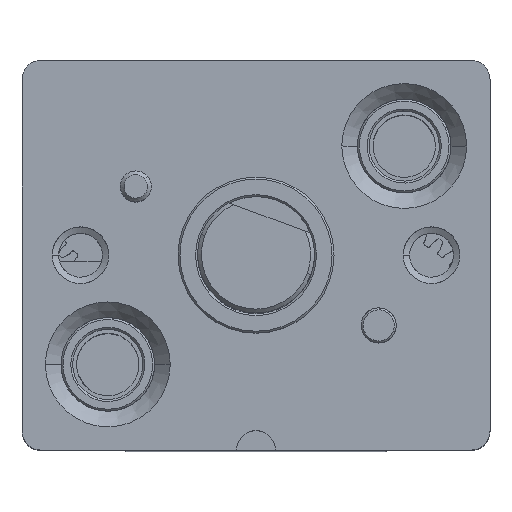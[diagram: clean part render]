
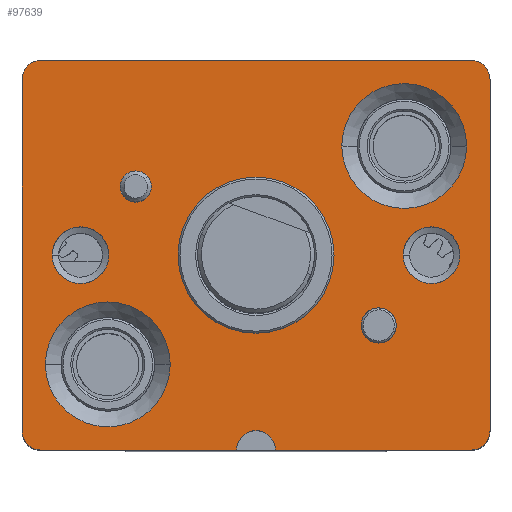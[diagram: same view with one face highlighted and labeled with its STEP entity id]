
A CAD part, top view. The second image highlights one B-rep face of the part: STEP entity #97639.
In plain terms, the highlighted planar face has unit normal (0, 0, 1).
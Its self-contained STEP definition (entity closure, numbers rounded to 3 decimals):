
#96319=DIRECTION('',(-1.,0.,0.));
#96320=VECTOR('',#96319,5.);
#96321=CARTESIAN_POINT('',(5.5,-5.,0.8));
#96322=LINE('',#96321,#96320);
#96323=CARTESIAN_POINT('',(0.,-5.,0.8));
#96324=DIRECTION('',(0.,0.,-1.));
#96325=DIRECTION('',(-1.,0.,0.));
#96326=AXIS2_PLACEMENT_3D('',#96323,#96324,#96325);
#96328=CARTESIAN_POINT('',(-5.5,-4.5,0.8));
#96329=DIRECTION('',(0.,0.,1.));
#96330=DIRECTION('',(-1.,0.,0.));
#96331=AXIS2_PLACEMENT_3D('',#96328,#96329,#96330);
#96333=CARTESIAN_POINT('',(-5.5,4.5,0.8));
#96334=DIRECTION('',(0.,0.,1.));
#96335=DIRECTION('',(0.,1.,0.));
#96336=AXIS2_PLACEMENT_3D('',#96333,#96334,#96335);
#96338=CARTESIAN_POINT('',(5.5,4.5,0.8));
#96339=DIRECTION('',(0.,0.,1.));
#96340=DIRECTION('',(1.,0.,0.));
#96341=AXIS2_PLACEMENT_3D('',#96338,#96339,#96340);
#96343=CARTESIAN_POINT('',(5.5,-4.5,0.8));
#96344=DIRECTION('',(0.,0.,1.));
#96345=DIRECTION('',(0.,-1.,0.));
#96346=AXIS2_PLACEMENT_3D('',#96343,#96344,#96345);
#96348=CARTESIAN_POINT('',(-3.8,-2.8,0.8));
#96349=DIRECTION('',(0.,0.,-1.));
#96350=DIRECTION('',(1.,0.,0.));
#96351=AXIS2_PLACEMENT_3D('',#96348,#96349,#96350);
#96353=CARTESIAN_POINT('',(-3.8,-2.8,0.8));
#96354=DIRECTION('',(0.,0.,-1.));
#96355=DIRECTION('',(-1.,0.,0.));
#96356=AXIS2_PLACEMENT_3D('',#96353,#96354,#96355);
#96358=CARTESIAN_POINT('',(3.8,2.8,0.8));
#96359=DIRECTION('',(0.,0.,-1.));
#96360=DIRECTION('',(1.,0.,0.));
#96361=AXIS2_PLACEMENT_3D('',#96358,#96359,#96360);
#96363=CARTESIAN_POINT('',(3.8,2.8,0.8));
#96364=DIRECTION('',(0.,0.,-1.));
#96365=DIRECTION('',(-1.,0.,0.));
#96366=AXIS2_PLACEMENT_3D('',#96363,#96364,#96365);
#96368=CARTESIAN_POINT('',(-4.5,0.,0.8));
#96369=DIRECTION('',(0.,0.,-1.));
#96370=DIRECTION('',(1.,0.,0.));
#96371=AXIS2_PLACEMENT_3D('',#96368,#96369,#96370);
#96373=CARTESIAN_POINT('',(-4.5,0.,0.8));
#96374=DIRECTION('',(0.,0.,-1.));
#96375=DIRECTION('',(-1.,0.,0.));
#96376=AXIS2_PLACEMENT_3D('',#96373,#96374,#96375);
#96378=CARTESIAN_POINT('',(-3.081,1.76,0.8));
#96379=DIRECTION('',(0.,0.,-1.));
#96380=DIRECTION('',(1.,0.,0.));
#96381=AXIS2_PLACEMENT_3D('',#96378,#96379,#96380);
#96383=CARTESIAN_POINT('',(-3.081,1.76,0.8));
#96384=DIRECTION('',(0.,0.,-1.));
#96385=DIRECTION('',(-1.,0.,0.));
#96386=AXIS2_PLACEMENT_3D('',#96383,#96384,#96385);
#96388=CARTESIAN_POINT('',(0.,0.,0.8));
#96389=DIRECTION('',(0.,0.,-1.));
#96390=DIRECTION('',(1.,0.,0.));
#96391=AXIS2_PLACEMENT_3D('',#96388,#96389,#96390);
#96393=CARTESIAN_POINT('',(0.,0.,0.8));
#96394=DIRECTION('',(0.,0.,-1.));
#96395=DIRECTION('',(-1.,0.,0.));
#96396=AXIS2_PLACEMENT_3D('',#96393,#96394,#96395);
#96398=CARTESIAN_POINT('',(3.146,-1.802,0.8));
#96399=DIRECTION('',(0.,0.,-1.));
#96400=DIRECTION('',(1.,0.,0.));
#96401=AXIS2_PLACEMENT_3D('',#96398,#96399,#96400);
#96403=CARTESIAN_POINT('',(3.146,-1.802,0.8));
#96404=DIRECTION('',(0.,0.,-1.));
#96405=DIRECTION('',(-1.,0.,0.));
#96406=AXIS2_PLACEMENT_3D('',#96403,#96404,#96405);
#96408=CARTESIAN_POINT('',(4.5,0.,0.8));
#96409=DIRECTION('',(0.,0.,-1.));
#96410=DIRECTION('',(1.,0.,0.));
#96411=AXIS2_PLACEMENT_3D('',#96408,#96409,#96410);
#96413=CARTESIAN_POINT('',(4.5,0.,0.8));
#96414=DIRECTION('',(0.,0.,-1.));
#96415=DIRECTION('',(-1.,0.,0.));
#96416=AXIS2_PLACEMENT_3D('',#96413,#96414,#96415);
#96418=DIRECTION('',(-1.,0.,0.));
#96419=VECTOR('',#96418,5.);
#96420=CARTESIAN_POINT('',(-0.5,-5.,0.8));
#96421=LINE('',#96420,#96419);
#96430=DIRECTION('',(0.,1.,0.));
#96431=VECTOR('',#96430,9.);
#96432=CARTESIAN_POINT('',(-6.,-4.5,0.8));
#96433=LINE('',#96432,#96431);
#96442=DIRECTION('',(1.,0.,0.));
#96443=VECTOR('',#96442,11.);
#96444=CARTESIAN_POINT('',(-5.5,5.,0.8));
#96445=LINE('',#96444,#96443);
#96454=DIRECTION('',(0.,-1.,0.));
#96455=VECTOR('',#96454,9.);
#96456=CARTESIAN_POINT('',(6.,4.5,0.8));
#96457=LINE('',#96456,#96455);
#97335=CARTESIAN_POINT('',(-6.,4.5,0.8));
#97337=VERTEX_POINT('',#97335);
#97340=CARTESIAN_POINT('',(-5.4,-2.8,0.8));
#97341=CARTESIAN_POINT('',(-2.2,-2.8,0.8));
#97342=VERTEX_POINT('',#97340);
#97343=VERTEX_POINT('',#97341);
#97347=CARTESIAN_POINT('',(6.,-4.5,0.8));
#97349=VERTEX_POINT('',#97347);
#97353=CARTESIAN_POINT('',(3.775,0.,0.8));
#97355=VERTEX_POINT('',#97353);
#97361=CARTESIAN_POINT('',(2.,0.,0.8));
#97363=VERTEX_POINT('',#97361);
#97374=CARTESIAN_POINT('',(-6.,-4.5,0.8));
#97375=CARTESIAN_POINT('',(-5.5,-5.,0.8));
#97376=VERTEX_POINT('',#97374);
#97377=VERTEX_POINT('',#97375);
#97381=CARTESIAN_POINT('',(2.2,2.8,0.8));
#97382=CARTESIAN_POINT('',(5.4,2.8,0.8));
#97383=VERTEX_POINT('',#97381);
#97384=VERTEX_POINT('',#97382);
#97389=CARTESIAN_POINT('',(-3.775,0.,0.8));
#97390=VERTEX_POINT('',#97389);
#97395=CARTESIAN_POINT('',(5.5,5.,0.8));
#97397=VERTEX_POINT('',#97395);
#97398=CARTESIAN_POINT('',(5.225,0.,0.8));
#97399=VERTEX_POINT('',#97398);
#97402=CARTESIAN_POINT('',(5.5,-5.,0.8));
#97404=VERTEX_POINT('',#97402);
#97408=CARTESIAN_POINT('',(-5.225,0.,0.8));
#97409=VERTEX_POINT('',#97408);
#97419=CARTESIAN_POINT('',(-2.,0.,0.8));
#97420=VERTEX_POINT('',#97419);
#97433=CARTESIAN_POINT('',(-3.481,1.76,0.8));
#97434=VERTEX_POINT('',#97433);
#97435=CARTESIAN_POINT('',(-5.5,5.,0.8));
#97436=VERTEX_POINT('',#97435);
#97441=CARTESIAN_POINT('',(6.,4.5,0.8));
#97442=VERTEX_POINT('',#97441);
#97455=CARTESIAN_POINT('',(-0.5,-5.,0.8));
#97457=VERTEX_POINT('',#97455);
#97463=CARTESIAN_POINT('',(2.696,-1.802,0.8));
#97464=CARTESIAN_POINT('',(3.596,-1.802,0.8));
#97465=VERTEX_POINT('',#97463);
#97466=VERTEX_POINT('',#97464);
#97468=CARTESIAN_POINT('',(0.5,-5.,0.8));
#97470=VERTEX_POINT('',#97468);
#97471=CARTESIAN_POINT('',(-2.681,1.76,0.8));
#97472=VERTEX_POINT('',#97471);
#97572=CARTESIAN_POINT('',(0.,-5.,0.8));
#97573=DIRECTION('',(0.,0.,1.));
#97574=DIRECTION('',(1.,0.,0.));
#97575=AXIS2_PLACEMENT_3D('',#97572,#97573,#97574);
#97576=PLANE('',#97575);
#97577=ORIENTED_EDGE('',*,*,#97482,.F.);
#97579=ORIENTED_EDGE('',*,*,#97578,.T.);
#97581=ORIENTED_EDGE('',*,*,#97580,.F.);
#97583=ORIENTED_EDGE('',*,*,#97582,.T.);
#97585=ORIENTED_EDGE('',*,*,#97584,.F.);
#97587=ORIENTED_EDGE('',*,*,#97586,.T.);
#97589=ORIENTED_EDGE('',*,*,#97588,.F.);
#97591=ORIENTED_EDGE('',*,*,#97590,.T.);
#97593=ORIENTED_EDGE('',*,*,#97592,.F.);
#97594=ORIENTED_EDGE('',*,*,#97565,.T.);
#97595=EDGE_LOOP('',(#97577,#97579,#97581,#97583,#97585,#97587,#97589,#97591,
#97593,#97594));
#97596=FACE_OUTER_BOUND('',#97595,.F.);
#97598=ORIENTED_EDGE('',*,*,#97597,.F.);
#97600=ORIENTED_EDGE('',*,*,#97599,.F.);
#97601=EDGE_LOOP('',(#97598,#97600));
#97602=FACE_BOUND('',#97601,.F.);
#97604=ORIENTED_EDGE('',*,*,#97603,.F.);
#97606=ORIENTED_EDGE('',*,*,#97605,.F.);
#97607=EDGE_LOOP('',(#97604,#97606));
#97608=FACE_BOUND('',#97607,.F.);
#97610=ORIENTED_EDGE('',*,*,#97609,.F.);
#97612=ORIENTED_EDGE('',*,*,#97611,.F.);
#97613=EDGE_LOOP('',(#97610,#97612));
#97614=FACE_BOUND('',#97613,.F.);
#97616=ORIENTED_EDGE('',*,*,#97615,.F.);
#97618=ORIENTED_EDGE('',*,*,#97617,.F.);
#97619=EDGE_LOOP('',(#97616,#97618));
#97620=FACE_BOUND('',#97619,.F.);
#97622=ORIENTED_EDGE('',*,*,#97621,.F.);
#97624=ORIENTED_EDGE('',*,*,#97623,.F.);
#97625=EDGE_LOOP('',(#97622,#97624));
#97626=FACE_BOUND('',#97625,.F.);
#97628=ORIENTED_EDGE('',*,*,#97627,.F.);
#97630=ORIENTED_EDGE('',*,*,#97629,.F.);
#97631=EDGE_LOOP('',(#97628,#97630));
#97632=FACE_BOUND('',#97631,.F.);
#97634=ORIENTED_EDGE('',*,*,#97633,.F.);
#97636=ORIENTED_EDGE('',*,*,#97635,.F.);
#97637=EDGE_LOOP('',(#97634,#97636));
#97638=FACE_BOUND('',#97637,.F.);
#96327=CIRCLE('',#96326,0.5);
#96332=CIRCLE('',#96331,0.5);
#96337=CIRCLE('',#96336,0.5);
#96342=CIRCLE('',#96341,0.5);
#96347=CIRCLE('',#96346,0.5);
#96352=CIRCLE('',#96351,1.6);
#96357=CIRCLE('',#96356,1.6);
#96362=CIRCLE('',#96361,1.6);
#96367=CIRCLE('',#96366,1.6);
#96372=CIRCLE('',#96371,0.725);
#96377=CIRCLE('',#96376,0.725);
#96382=CIRCLE('',#96381,0.4);
#96387=CIRCLE('',#96386,0.4);
#96392=CIRCLE('',#96391,2.);
#96397=CIRCLE('',#96396,2.);
#96402=CIRCLE('',#96401,0.45);
#96407=CIRCLE('',#96406,0.45);
#96412=CIRCLE('',#96411,0.725);
#96417=CIRCLE('',#96416,0.725);
#97482=EDGE_CURVE('',#97457,#97470,#96327,.T.);
#97565=EDGE_CURVE('',#97404,#97470,#96322,.T.);
#97578=EDGE_CURVE('',#97457,#97377,#96421,.T.);
#97580=EDGE_CURVE('',#97376,#97377,#96332,.T.);
#97582=EDGE_CURVE('',#97376,#97337,#96433,.T.);
#97584=EDGE_CURVE('',#97436,#97337,#96337,.T.);
#97586=EDGE_CURVE('',#97436,#97397,#96445,.T.);
#97588=EDGE_CURVE('',#97442,#97397,#96342,.T.);
#97590=EDGE_CURVE('',#97442,#97349,#96457,.T.);
#97592=EDGE_CURVE('',#97404,#97349,#96347,.T.);
#97597=EDGE_CURVE('',#97343,#97342,#96352,.T.);
#97599=EDGE_CURVE('',#97342,#97343,#96357,.T.);
#97603=EDGE_CURVE('',#97384,#97383,#96362,.T.);
#97605=EDGE_CURVE('',#97383,#97384,#96367,.T.);
#97609=EDGE_CURVE('',#97390,#97409,#96372,.T.);
#97611=EDGE_CURVE('',#97409,#97390,#96377,.T.);
#97615=EDGE_CURVE('',#97472,#97434,#96382,.T.);
#97617=EDGE_CURVE('',#97434,#97472,#96387,.T.);
#97621=EDGE_CURVE('',#97363,#97420,#96392,.T.);
#97623=EDGE_CURVE('',#97420,#97363,#96397,.T.);
#97627=EDGE_CURVE('',#97466,#97465,#96402,.T.);
#97629=EDGE_CURVE('',#97465,#97466,#96407,.T.);
#97633=EDGE_CURVE('',#97399,#97355,#96412,.T.);
#97635=EDGE_CURVE('',#97355,#97399,#96417,.T.);
#97639=ADVANCED_FACE('',(#97596,#97602,#97608,#97614,#97620,#97626,#97632,
#97638),#97576,.T.);
